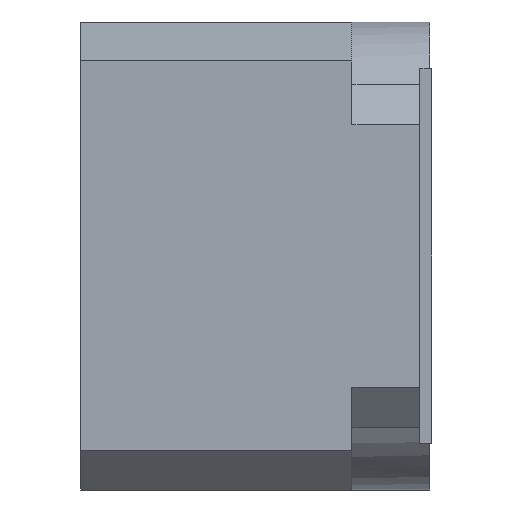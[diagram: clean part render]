
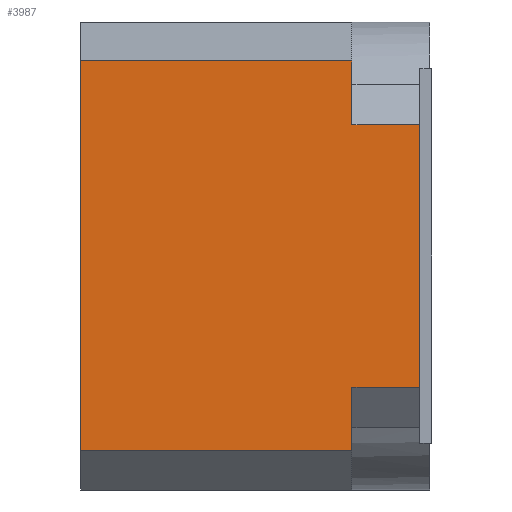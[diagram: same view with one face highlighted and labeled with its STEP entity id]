
A CAD part, left-side view. The second image highlights one B-rep face of the part: STEP entity #3987.
In plain terms, the highlighted planar face has unit normal (-1, 0, 0).
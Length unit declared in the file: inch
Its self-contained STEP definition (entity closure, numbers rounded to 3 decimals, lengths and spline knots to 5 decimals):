
#49 = B_SPLINE_CURVE_WITH_KNOTS ( 'NONE', 3,
 ( #2685, #789, #418, #1938 ),
 .UNSPECIFIED., .F., .F.,
 ( 4, 4 ),
 ( 0., 1. ),
 .UNSPECIFIED. ) ;
#99 = CARTESIAN_POINT ( 'NONE',  ( -0.11811, 0.08819, -0.09843 ) ) ;
#148 = PLANE ( 'NONE',  #4588 ) ;
#200 = CARTESIAN_POINT ( 'NONE',  ( -0.11811, -0.04882, -0.06614 ) ) ;
#238 = EDGE_CURVE ( 'NONE', #832, #1344, #4603, .T. ) ;
#418 = CARTESIAN_POINT ( 'NONE',  ( -0.11811, -0.00315, 0.09843 ) ) ;
#490 = CARTESIAN_POINT ( 'NONE',  ( -0.11811, -0.04882, -0.08766 ) ) ;
#518 = CARTESIAN_POINT ( 'NONE',  ( -0.11811, 0.08819, -0.03281 ) ) ;
#574 = CARTESIAN_POINT ( 'NONE',  ( -0.11811, 0.08819, 0.11811 ) ) ;
#584 = B_SPLINE_CURVE_WITH_KNOTS ( 'NONE', 3,
 ( #2492, #1412, #1840, #4925 ),
 .UNSPECIFIED., .F., .F.,
 ( 4, 4 ),
 ( 0., 1. ),
 .UNSPECIFIED. ) ;
#607 = EDGE_CURVE ( 'NONE', #2440, #2056, #2012, .T. ) ;
#646 = CARTESIAN_POINT ( 'NONE',  ( -0.11811, -0.08307, -0.06614 ) ) ;
#789 = CARTESIAN_POINT ( 'NONE',  ( -0.11811, 0.04252, 0.09843 ) ) ;
#832 = VERTEX_POINT ( 'NONE', #4531 ) ;
#860 = CARTESIAN_POINT ( 'NONE',  ( -0.11811, -0.04882, -0.0769 ) ) ;
#1139 = EDGE_CURVE ( 'NONE', #1418, #4065, #584, .T. ) ;
#1277 = EDGE_CURVE ( 'NONE', #3059, #1531, #49, .T. ) ;
#1344 = VERTEX_POINT ( 'NONE', #3275 ) ;
#1388 = CARTESIAN_POINT ( 'NONE',  ( -0.11811, -0.08307, 0.06614 ) ) ;
#1412 = CARTESIAN_POINT ( 'NONE',  ( -0.11811, -0.07165, -0.06614 ) ) ;
#1418 = VERTEX_POINT ( 'NONE', #1713 ) ;
#1448 = B_SPLINE_CURVE_WITH_KNOTS ( 'NONE', 3,
 ( #99, #518, #2096, #2024 ),
 .UNSPECIFIED., .F., .F.,
 ( 4, 4 ),
 ( 0., 1. ),
 .UNSPECIFIED. ) ;
#1531 = VERTEX_POINT ( 'NONE', #2687 ) ;
#1585 = CARTESIAN_POINT ( 'NONE',  ( -0.11811, -0.04882, 0.09843 ) ) ;
#1668 = CARTESIAN_POINT ( 'NONE',  ( -0.11811, -0.06024, 0.06614 ) ) ;
#1713 = CARTESIAN_POINT ( 'NONE',  ( -0.11811, -0.08307, -0.06614 ) ) ;
#1840 = CARTESIAN_POINT ( 'NONE',  ( -0.11811, -0.06024, -0.06614 ) ) ;
#1938 = CARTESIAN_POINT ( 'NONE',  ( -0.11811, -0.04882, 0.09843 ) ) ;
#1985 = B_SPLINE_CURVE_WITH_KNOTS ( 'NONE', 3,
 ( #1388, #4927, #3406, #646 ),
 .UNSPECIFIED., .F., .F.,
 ( 4, 4 ),
 ( 0., 1. ),
 .UNSPECIFIED. ) ;
#2012 = B_SPLINE_CURVE_WITH_KNOTS ( 'NONE', 3,
 ( #3255, #1668, #3543, #4321 ),
 .UNSPECIFIED., .F., .F.,
 ( 4, 4 ),
 ( 0., 1. ),
 .UNSPECIFIED. ) ;
#2024 = CARTESIAN_POINT ( 'NONE',  ( -0.11811, 0.08819, 0.09843 ) ) ;
#2056 = VERTEX_POINT ( 'NONE', #2523 ) ;
#2096 = CARTESIAN_POINT ( 'NONE',  ( -0.11811, 0.08819, 0.03281 ) ) ;
#2285 = CARTESIAN_POINT ( 'NONE',  ( -0.11811, -0.04882, -0.06614 ) ) ;
#2400 = CARTESIAN_POINT ( 'NONE',  ( -0.11811, -0.00315, -0.09843 ) ) ;
#2440 = VERTEX_POINT ( 'NONE', #4150 ) ;
#2477 = ORIENTED_EDGE ( 'NONE', *, *, #607, .F. ) ;
#2492 = CARTESIAN_POINT ( 'NONE',  ( -0.11811, -0.08307, -0.06614 ) ) ;
#2501 = FACE_OUTER_BOUND ( 'NONE', #4931, .T. ) ;
#2523 = CARTESIAN_POINT ( 'NONE',  ( -0.11811, -0.08307, 0.06614 ) ) ;
#2560 = ORIENTED_EDGE ( 'NONE', *, *, #3212, .F. ) ;
#2685 = CARTESIAN_POINT ( 'NONE',  ( -0.11811, 0.08819, 0.09843 ) ) ;
#2687 = CARTESIAN_POINT ( 'NONE',  ( -0.11811, -0.04882, 0.09843 ) ) ;
#2691 = CARTESIAN_POINT ( 'NONE',  ( -0.11811, -0.04882, 0.06614 ) ) ;
#2878 = EDGE_CURVE ( 'NONE', #4065, #832, #3720, .T. ) ;
#3059 = VERTEX_POINT ( 'NONE', #4403 ) ;
#3098 = CARTESIAN_POINT ( 'NONE',  ( -0.11811, -0.04882, -0.09843 ) ) ;
#3162 = ORIENTED_EDGE ( 'NONE', *, *, #238, .F. ) ;
#3212 = EDGE_CURVE ( 'NONE', #1344, #3059, #1448, .T. ) ;
#3235 = DIRECTION ( 'NONE',  ( 0., 1., 0. ) ) ;
#3255 = CARTESIAN_POINT ( 'NONE',  ( -0.11811, -0.04882, 0.06614 ) ) ;
#3275 = CARTESIAN_POINT ( 'NONE',  ( -0.11811, 0.08819, -0.09843 ) ) ;
#3287 = DIRECTION ( 'NONE',  ( 1., 0., 0. ) ) ;
#3372 = ORIENTED_EDGE ( 'NONE', *, *, #1139, .F. ) ;
#3402 = EDGE_CURVE ( 'NONE', #2056, #1418, #1985, .T. ) ;
#3406 = CARTESIAN_POINT ( 'NONE',  ( -0.11811, -0.08307, -0.02205 ) ) ;
#3540 = CARTESIAN_POINT ( 'NONE',  ( -0.11811, 0.04252, -0.09843 ) ) ;
#3543 = CARTESIAN_POINT ( 'NONE',  ( -0.11811, -0.07165, 0.06614 ) ) ;
#3552 = CARTESIAN_POINT ( 'NONE',  ( -0.11811, -0.04882, -0.09843 ) ) ;
#3609 = ORIENTED_EDGE ( 'NONE', *, *, #3402, .F. ) ;
#3720 = B_SPLINE_CURVE_WITH_KNOTS ( 'NONE', 3,
 ( #2285, #860, #490, #3552 ),
 .UNSPECIFIED., .F., .F.,
 ( 4, 4 ),
 ( 0., 1. ),
 .UNSPECIFIED. ) ;
#3836 = ORIENTED_EDGE ( 'NONE', *, *, #4613, .F. ) ;
#3979 = CARTESIAN_POINT ( 'NONE',  ( -0.11811, 0.08819, -0.09843 ) ) ;
#3987 = ADVANCED_FACE ( 'NONE', ( #2501 ), #148, .F. ) ;
#4065 = VERTEX_POINT ( 'NONE', #200 ) ;
#4150 = CARTESIAN_POINT ( 'NONE',  ( -0.11811, -0.04882, 0.06614 ) ) ;
#4240 = CARTESIAN_POINT ( 'NONE',  ( -0.11811, -0.04882, 0.0769 ) ) ;
#4321 = CARTESIAN_POINT ( 'NONE',  ( -0.11811, -0.08307, 0.06614 ) ) ;
#4373 = ORIENTED_EDGE ( 'NONE', *, *, #2878, .F. ) ;
#4403 = CARTESIAN_POINT ( 'NONE',  ( -0.11811, 0.08819, 0.09843 ) ) ;
#4531 = CARTESIAN_POINT ( 'NONE',  ( -0.11811, -0.04882, -0.09843 ) ) ;
#4550 = ORIENTED_EDGE ( 'NONE', *, *, #1277, .F. ) ;
#4588 = AXIS2_PLACEMENT_3D ( 'NONE', #574, #3287, #3235 ) ;
#4595 = CARTESIAN_POINT ( 'NONE',  ( -0.11811, -0.04882, 0.08766 ) ) ;
#4603 = B_SPLINE_CURVE_WITH_KNOTS ( 'NONE', 3,
 ( #3098, #2400, #3540, #3979 ),
 .UNSPECIFIED., .F., .F.,
 ( 4, 4 ),
 ( 0., 1. ),
 .UNSPECIFIED. ) ;
#4613 = EDGE_CURVE ( 'NONE', #1531, #2440, #4930, .T. ) ;
#4925 = CARTESIAN_POINT ( 'NONE',  ( -0.11811, -0.04882, -0.06614 ) ) ;
#4927 = CARTESIAN_POINT ( 'NONE',  ( -0.11811, -0.08307, 0.02205 ) ) ;
#4930 = B_SPLINE_CURVE_WITH_KNOTS ( 'NONE', 3,
 ( #1585, #4595, #4240, #2691 ),
 .UNSPECIFIED., .F., .F.,
 ( 4, 4 ),
 ( 0., 1. ),
 .UNSPECIFIED. ) ;
#4931 = EDGE_LOOP ( 'NONE', ( #2477, #3836, #4550, #2560, #3162, #4373, #3372, #3609 ) ) ;
